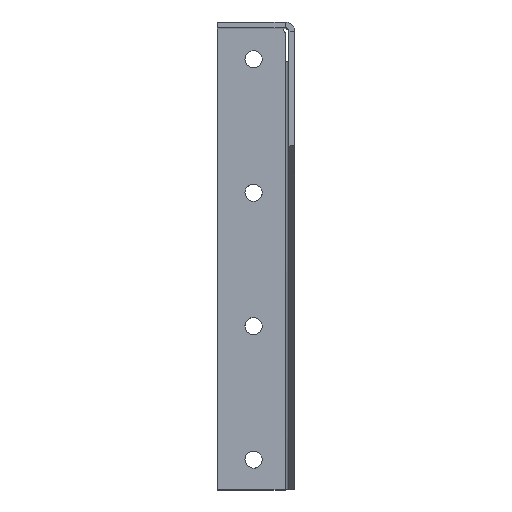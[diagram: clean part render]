
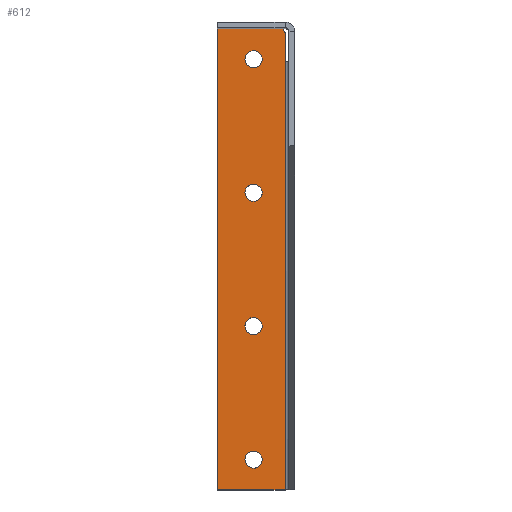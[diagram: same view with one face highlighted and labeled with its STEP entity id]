
A CAD part, top view. The second image highlights one B-rep face of the part: STEP entity #612.
In plain terms, the highlighted free-form (B-spline) face has degree [1, 1] with [2, 2] control points.
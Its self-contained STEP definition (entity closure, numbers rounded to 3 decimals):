
#21 = EDGE_CURVE('',#22,#22,#24,.T.);
#22 = VERTEX_POINT('',#23);
#23 = CARTESIAN_POINT('',(-24.42,-267.434,-2.436
    ));
#24 = ( BOUNDED_CURVE() B_SPLINE_CURVE(2,(#25,#26,#27,#28,#29,#30,#31),
.UNSPECIFIED.,.T.,.F.) B_SPLINE_CURVE_WITH_KNOTS((1,2,2,2,2,1),(
    -2.094,0.,2.094,4.189,6.283,
8.378),.UNSPECIFIED.) CURVE() GEOMETRIC_REPRESENTATION_ITEM() 
RATIONAL_B_SPLINE_CURVE((1.,0.5,1.,0.5,1.,0.5,1.)) REPRESENTATION_ITEM(
  '') );
#25 = CARTESIAN_POINT('',(-24.42,-267.434,-2.436
    ));
#26 = CARTESIAN_POINT('',(-33.913,-267.434,-2.436)
  );
#27 = CARTESIAN_POINT('',(-29.166,-275.655,-2.436
    ));
#28 = CARTESIAN_POINT('',(-24.42,-283.877,-2.436)
  );
#29 = CARTESIAN_POINT('',(-19.673,-275.655,-2.436)
  );
#30 = CARTESIAN_POINT('',(-14.927,-267.434,-2.436
    ));
#31 = CARTESIAN_POINT('',(-24.42,-267.434,-2.436
    ));
#69 = EDGE_CURVE('',#70,#70,#72,.T.);
#70 = VERTEX_POINT('',#71);
#71 = CARTESIAN_POINT('',(-24.42,-182.175,-2.436
    ));
#72 = ( BOUNDED_CURVE() B_SPLINE_CURVE(2,(#73,#74,#75,#76,#77,#78,#79),
.UNSPECIFIED.,.T.,.F.) B_SPLINE_CURVE_WITH_KNOTS((1,2,2,2,2,1),(
    -2.094,0.,2.094,4.189,6.283,
8.378),.UNSPECIFIED.) CURVE() GEOMETRIC_REPRESENTATION_ITEM() 
RATIONAL_B_SPLINE_CURVE((1.,0.5,1.,0.5,1.,0.5,1.)) REPRESENTATION_ITEM(
  '') );
#73 = CARTESIAN_POINT('',(-24.42,-182.175,-2.436
    ));
#74 = CARTESIAN_POINT('',(-33.913,-182.175,-2.436)
  );
#75 = CARTESIAN_POINT('',(-29.166,-190.396,-2.436
    ));
#76 = CARTESIAN_POINT('',(-24.42,-198.618,-2.436
    ));
#77 = CARTESIAN_POINT('',(-19.673,-190.396,-2.436)
  );
#78 = CARTESIAN_POINT('',(-14.927,-182.175,-2.436
    ));
#79 = CARTESIAN_POINT('',(-24.42,-182.175,-2.436
    ));
#117 = EDGE_CURVE('',#118,#118,#120,.T.);
#118 = VERTEX_POINT('',#119);
#119 = CARTESIAN_POINT('',(-24.42,-96.916,
    -2.436));
#120 = ( BOUNDED_CURVE() B_SPLINE_CURVE(2,(#121,#122,#123,#124,#125,#126
,#127),.UNSPECIFIED.,.T.,.F.) B_SPLINE_CURVE_WITH_KNOTS((1,2,2,2,2,1),(
    -2.094,0.,2.094,4.189,6.283,
8.378),.UNSPECIFIED.) CURVE() GEOMETRIC_REPRESENTATION_ITEM() 
RATIONAL_B_SPLINE_CURVE((1.,0.5,1.,0.5,1.,0.5,1.)) REPRESENTATION_ITEM(
  '') );
#121 = CARTESIAN_POINT('',(-24.42,-96.916,
    -2.436));
#122 = CARTESIAN_POINT('',(-33.913,-96.916,-2.436
    ));
#123 = CARTESIAN_POINT('',(-29.166,-105.137,
    -2.436));
#124 = CARTESIAN_POINT('',(-24.42,-113.359,
    -2.436));
#125 = CARTESIAN_POINT('',(-19.673,-105.137,-2.436
    ));
#126 = CARTESIAN_POINT('',(-14.927,-96.916,
    -2.436));
#127 = CARTESIAN_POINT('',(-24.42,-96.916,
    -2.436));
#418 = VERTEX_POINT('',#419);
#419 = CARTESIAN_POINT('',(-4.263,0.,-2.436));
#426 = EDGE_CURVE('',#427,#418,#429,.T.);
#427 = VERTEX_POINT('',#428);
#428 = CARTESIAN_POINT('',(-5.369,2.35,-2.436
    ));
#429 = ( BOUNDED_CURVE() B_SPLINE_CURVE(2,(#430,#431,#432),
.UNSPECIFIED.,.F.,.F.) B_SPLINE_CURVE_WITH_KNOTS((3,3),(1.665,
2.356),.PIECEWISE_BEZIER_KNOTS.) CURVE() 
GEOMETRIC_REPRESENTATION_ITEM() RATIONAL_B_SPLINE_CURVE((1.,
0.941,1.)) REPRESENTATION_ITEM('') );
#430 = CARTESIAN_POINT('',(-5.369,2.35,
    -2.436));
#431 = CARTESIAN_POINT('',(-5.239,0.976,
    -2.436));
#432 = CARTESIAN_POINT('',(-4.263,0.,
    -2.436));
#458 = VERTEX_POINT('',#459);
#459 = CARTESIAN_POINT('',(-4.263,-292.316,
    -2.436));
#467 = EDGE_CURVE('',#468,#458,#470,.T.);
#468 = VERTEX_POINT('',#469);
#469 = CARTESIAN_POINT('',(-4.263,-18.27,
    -2.436));
#470 = B_SPLINE_CURVE_WITH_KNOTS('',1,(#471,#472),.UNSPECIFIED.,.F.,.F.,
  (2,2),(0.,225.),.PIECEWISE_BEZIER_KNOTS.);
#471 = CARTESIAN_POINT('',(-4.263,-18.27,
    -2.436));
#472 = CARTESIAN_POINT('',(-4.263,-292.316,
    -2.436));
#596 = VERTEX_POINT('',#597);
#597 = CARTESIAN_POINT('',(-47.562,2.35,-2.436
    ));
#602 = EDGE_CURVE('',#596,#427,#603,.T.);
#603 = B_SPLINE_CURVE_WITH_KNOTS('',1,(#604,#605),.UNSPECIFIED.,.F.,.F.,
  (2,2),(0.,34.642),.PIECEWISE_BEZIER_KNOTS.);
#604 = CARTESIAN_POINT('',(-47.562,2.35,-2.436
    ));
#605 = CARTESIAN_POINT('',(-5.369,2.35,-2.436
    ));
#612 = ADVANCED_FACE('',(#613,#616,#619,#622,#636),#658,.F.);
#613 = FACE_BOUND('',#614,.F.);
#614 = EDGE_LOOP('',(#615));
#615 = ORIENTED_EDGE('',*,*,#21,.T.);
#616 = FACE_BOUND('',#617,.F.);
#617 = EDGE_LOOP('',(#618));
#618 = ORIENTED_EDGE('',*,*,#69,.T.);
#619 = FACE_BOUND('',#620,.F.);
#620 = EDGE_LOOP('',(#621));
#621 = ORIENTED_EDGE('',*,*,#117,.T.);
#622 = FACE_BOUND('',#623,.F.);
#623 = EDGE_LOOP('',(#624));
#624 = ORIENTED_EDGE('',*,*,#625,.T.);
#625 = EDGE_CURVE('',#626,#626,#628,.T.);
#626 = VERTEX_POINT('',#627);
#627 = CARTESIAN_POINT('',(-24.42,-11.657,-2.436
    ));
#628 = ( BOUNDED_CURVE() B_SPLINE_CURVE(2,(#629,#630,#631,#632,#633,#634
,#635),.UNSPECIFIED.,.T.,.F.) B_SPLINE_CURVE_WITH_KNOTS((1,2,2,2,2,1),(
    -2.094,0.,2.094,4.189,6.283,
8.378),.UNSPECIFIED.) CURVE() GEOMETRIC_REPRESENTATION_ITEM() 
RATIONAL_B_SPLINE_CURVE((1.,0.5,1.,0.5,1.,0.5,1.)) REPRESENTATION_ITEM(
  '') );
#629 = CARTESIAN_POINT('',(-24.42,-11.657,-2.436
    ));
#630 = CARTESIAN_POINT('',(-33.913,-11.657,-2.436)
  );
#631 = CARTESIAN_POINT('',(-29.166,-19.878,
    -2.436));
#632 = CARTESIAN_POINT('',(-24.42,-28.1,
    -2.436));
#633 = CARTESIAN_POINT('',(-19.673,-19.878,-2.436
    ));
#634 = CARTESIAN_POINT('',(-14.927,-11.657,-2.436
    ));
#635 = CARTESIAN_POINT('',(-24.42,-11.657,-2.436
    ));
#636 = FACE_BOUND('',#637,.T.);
#637 = EDGE_LOOP('',(#638,#639,#640,#647,#652,#653));
#638 = ORIENTED_EDGE('',*,*,#426,.F.);
#639 = ORIENTED_EDGE('',*,*,#602,.F.);
#640 = ORIENTED_EDGE('',*,*,#641,.F.);
#641 = EDGE_CURVE('',#642,#596,#644,.T.);
#642 = VERTEX_POINT('',#643);
#643 = CARTESIAN_POINT('',(-47.562,-292.316,
    -2.436));
#644 = B_SPLINE_CURVE_WITH_KNOTS('',1,(#645,#646),.UNSPECIFIED.,.F.,.F.,
  (2,2),(0.,241.929),.PIECEWISE_BEZIER_KNOTS.);
#645 = CARTESIAN_POINT('',(-47.562,-292.316,
    -2.436));
#646 = CARTESIAN_POINT('',(-47.562,2.35,-2.436
    ));
#647 = ORIENTED_EDGE('',*,*,#648,.F.);
#648 = EDGE_CURVE('',#458,#642,#649,.T.);
#649 = B_SPLINE_CURVE_WITH_KNOTS('',1,(#650,#651),.UNSPECIFIED.,.F.,.F.,
  (2,2),(0.,35.549),.PIECEWISE_BEZIER_KNOTS.);
#650 = CARTESIAN_POINT('',(-4.263,-292.316,
    -2.436));
#651 = CARTESIAN_POINT('',(-47.562,-292.316,
    -2.436));
#652 = ORIENTED_EDGE('',*,*,#467,.F.);
#653 = ORIENTED_EDGE('',*,*,#654,.F.);
#654 = EDGE_CURVE('',#418,#468,#655,.T.);
#655 = B_SPLINE_CURVE_WITH_KNOTS('',1,(#656,#657),.UNSPECIFIED.,.F.,.F.,
  (2,2),(0.,15.),.PIECEWISE_BEZIER_KNOTS.);
#656 = CARTESIAN_POINT('',(-4.263,0.,-2.436));
#657 = CARTESIAN_POINT('',(-4.263,-18.27,
    -2.436));
#658 = B_SPLINE_SURFACE_WITH_KNOTS('',1,1,(
    (#659,#660)
    ,(#661,#662
    )),.UNSPECIFIED.,.F.,.F.,.F.,(2,2),(2,2),(5.,40.549),(0.,
    241.929),.PIECEWISE_BEZIER_KNOTS.);
#659 = CARTESIAN_POINT('',(-4.263,-292.316,
    -2.436));
#660 = CARTESIAN_POINT('',(-4.263,2.35,
    -2.436));
#661 = CARTESIAN_POINT('',(-47.562,-292.316,
    -2.436));
#662 = CARTESIAN_POINT('',(-47.562,2.35,-2.436
    ));
